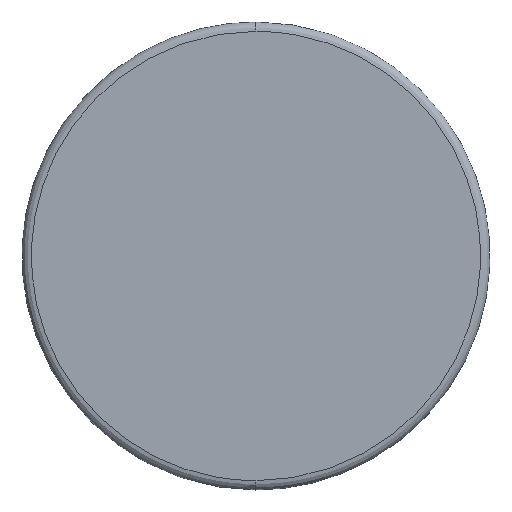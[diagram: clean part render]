
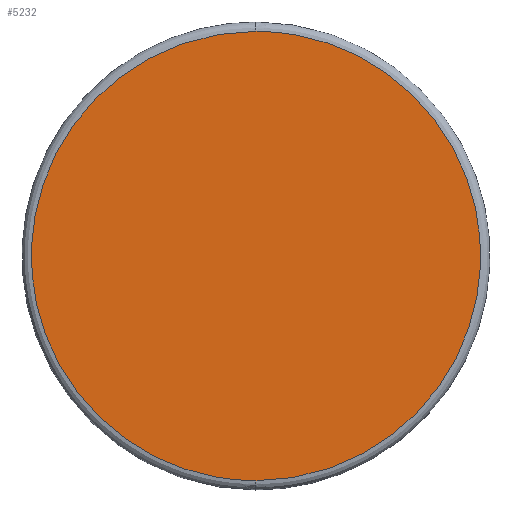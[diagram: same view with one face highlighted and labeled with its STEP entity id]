
A CAD part, front view. The second image highlights one B-rep face of the part: STEP entity #5232.
In plain terms, the highlighted free-form (B-spline) face has degree [1, 1] with [2, 2] control points.
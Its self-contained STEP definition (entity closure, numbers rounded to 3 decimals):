
#21 = EDGE_CURVE('',#22,#24,#26,.T.);
#22 = VERTEX_POINT('',#23);
#23 = CARTESIAN_POINT('',(0.,0.,-53.902));
#24 = VERTEX_POINT('',#25);
#25 = CARTESIAN_POINT('',(0.,0.,53.902));
#26 = ( BOUNDED_CURVE() B_SPLINE_CURVE(2,(#27,#28,#29,#30,#31),
.UNSPECIFIED.,.F.,.F.) B_SPLINE_CURVE_WITH_KNOTS((3,2,3),(3.142,
4.712,6.283),.PIECEWISE_BEZIER_KNOTS.) CURVE() 
GEOMETRIC_REPRESENTATION_ITEM() RATIONAL_B_SPLINE_CURVE((1.,
0.707,1.,0.707,1.)) REPRESENTATION_ITEM('') );
#27 = CARTESIAN_POINT('',(0.,0.,-53.902));
#28 = CARTESIAN_POINT('',(53.902,0.,-53.902));
#29 = CARTESIAN_POINT('',(53.902,0.,0.));
#30 = CARTESIAN_POINT('',(53.902,0.,53.902));
#31 = CARTESIAN_POINT('',(0.,0.,53.902));
#5232 = ADVANCED_FACE('',(#5233),#5244,.F.);
#5233 = FACE_BOUND('',#5234,.T.);
#5234 = EDGE_LOOP('',(#5235,#5243));
#5235 = ORIENTED_EDGE('',*,*,#5236,.T.);
#5236 = EDGE_CURVE('',#24,#22,#5237,.T.);
#5237 = ( BOUNDED_CURVE() B_SPLINE_CURVE(2,(#5238,#5239,#5240,#5241,
#5242),.UNSPECIFIED.,.F.,.F.) B_SPLINE_CURVE_WITH_KNOTS((3,2,3),(0.,
1.571,3.142),.PIECEWISE_BEZIER_KNOTS.) CURVE() 
GEOMETRIC_REPRESENTATION_ITEM() RATIONAL_B_SPLINE_CURVE((1.,
0.707,1.,0.707,1.)) REPRESENTATION_ITEM('') );
#5238 = CARTESIAN_POINT('',(0.,0.,53.902));
#5239 = CARTESIAN_POINT('',(-53.902,0.,53.902));
#5240 = CARTESIAN_POINT('',(-53.902,0.,0.));
#5241 = CARTESIAN_POINT('',(-53.902,0.,-53.902));
#5242 = CARTESIAN_POINT('',(0.,0.,-53.902));
#5243 = ORIENTED_EDGE('',*,*,#21,.T.);
#5244 = B_SPLINE_SURFACE_WITH_KNOTS('',1,1,(
    (#5245,#5246)
    ,(#5247,#5248
    )),.UNSPECIFIED.,.F.,.F.,.F.,(2,2),(2,2),(-48.,48.),(-48.,48.),
  .PIECEWISE_BEZIER_KNOTS.);
#5245 = CARTESIAN_POINT('',(-53.902,0.,-53.902));
#5246 = CARTESIAN_POINT('',(53.902,0.,-53.902));
#5247 = CARTESIAN_POINT('',(-53.902,0.,53.902));
#5248 = CARTESIAN_POINT('',(53.902,0.,53.902));
